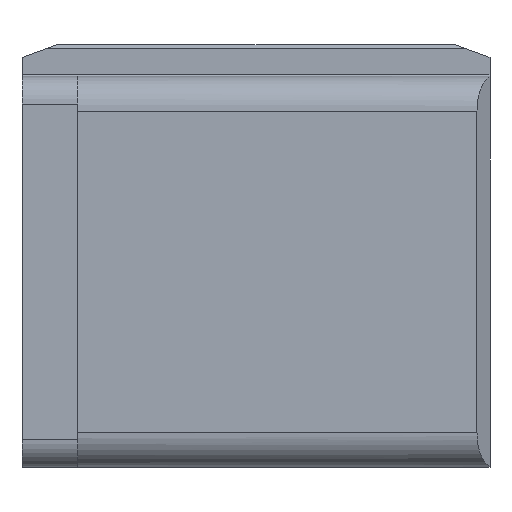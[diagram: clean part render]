
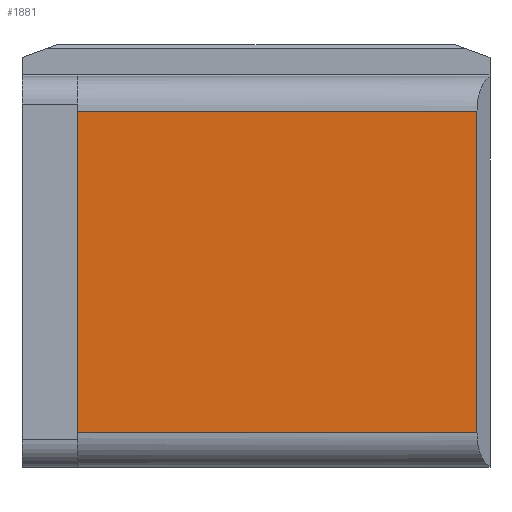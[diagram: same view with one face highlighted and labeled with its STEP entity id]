
A CAD part, left-side view. The second image highlights one B-rep face of the part: STEP entity #1881.
In plain terms, the highlighted planar face has unit normal (-1, 0, 0).
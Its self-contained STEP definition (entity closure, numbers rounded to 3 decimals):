
#270 = VERTEX_POINT ( 'NONE', #1746 ) ;
#362 = CARTESIAN_POINT ( 'NONE',  ( -28., -0.135, 32.5 ) ) ;
#424 = DIRECTION ( 'NONE',  ( 0., -1., 0. ) ) ;
#431 = LINE ( 'NONE', #2029, #1969 ) ;
#489 = CARTESIAN_POINT ( 'NONE',  ( -28., 57., -18.429 ) ) ;
#493 = EDGE_LOOP ( 'NONE', ( #1393, #806, #1573, #2509 ) ) ;
#510 = DIRECTION ( 'NONE',  ( 1., 0., 0. ) ) ;
#699 = FACE_OUTER_BOUND ( 'NONE', #493, .T. ) ;
#721 = CARTESIAN_POINT ( 'NONE',  ( -28., -0.135, -23. ) ) ;
#806 = ORIENTED_EDGE ( 'NONE', *, *, #1105, .F. ) ;
#823 = VERTEX_POINT ( 'NONE', #721 ) ;
#916 = VERTEX_POINT ( 'NONE', #934 ) ;
#934 = CARTESIAN_POINT ( 'NONE',  ( -28., 57., -23. ) ) ;
#1003 = VECTOR ( 'NONE', #1239, 1000. ) ;
#1105 = EDGE_CURVE ( 'NONE', #823, #916, #431, .T. ) ;
#1146 = DIRECTION ( 'NONE',  ( 0., 0., -1. ) ) ;
#1239 = DIRECTION ( 'NONE',  ( 0., 0., 1. ) ) ;
#1265 = CARTESIAN_POINT ( 'NONE',  ( -28., -0.135, 23. ) ) ;
#1291 = DIRECTION ( 'NONE',  ( 0., 0., 1. ) ) ;
#1336 = LINE ( 'NONE', #362, #1648 ) ;
#1393 = ORIENTED_EDGE ( 'NONE', *, *, #1775, .F. ) ;
#1402 = AXIS2_PLACEMENT_3D ( 'NONE', #2244, #510, #1291 ) ;
#1468 = LINE ( 'NONE', #489, #1003 ) ;
#1481 = PLANE ( 'NONE',  #1402 ) ;
#1571 = CARTESIAN_POINT ( 'NONE',  ( -28., 65., 23. ) ) ;
#1573 = ORIENTED_EDGE ( 'NONE', *, *, #2036, .F. ) ;
#1648 = VECTOR ( 'NONE', #1146, 1000. ) ;
#1666 = EDGE_CURVE ( 'NONE', #270, #1745, #1786, .T. ) ;
#1745 = VERTEX_POINT ( 'NONE', #1265 ) ;
#1746 = CARTESIAN_POINT ( 'NONE',  ( -28., 57., 23. ) ) ;
#1775 = EDGE_CURVE ( 'NONE', #916, #270, #1468, .T. ) ;
#1786 = LINE ( 'NONE', #1571, #1938 ) ;
#1881 = ADVANCED_FACE ( 'NONE', ( #699 ), #1481, .F. ) ;
#1938 = VECTOR ( 'NONE', #424, 1000. ) ;
#1969 = VECTOR ( 'NONE', #2373, 1000. ) ;
#2029 = CARTESIAN_POINT ( 'NONE',  ( -28., 65., -23. ) ) ;
#2036 = EDGE_CURVE ( 'NONE', #1745, #823, #1336, .T. ) ;
#2244 = CARTESIAN_POINT ( 'NONE',  ( -28., 65., -18.429 ) ) ;
#2373 = DIRECTION ( 'NONE',  ( 0., 1., 0. ) ) ;
#2509 = ORIENTED_EDGE ( 'NONE', *, *, #1666, .F. ) ;
